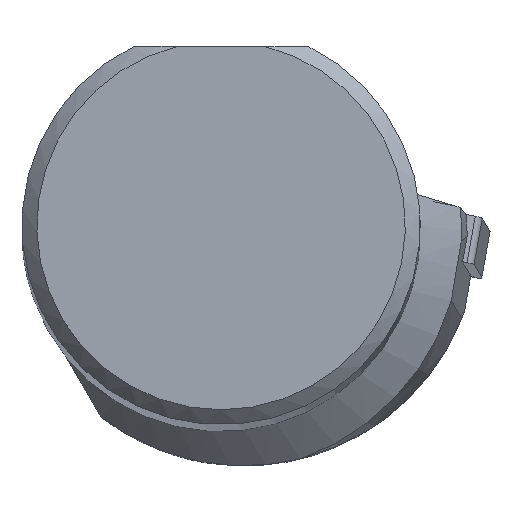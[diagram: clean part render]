
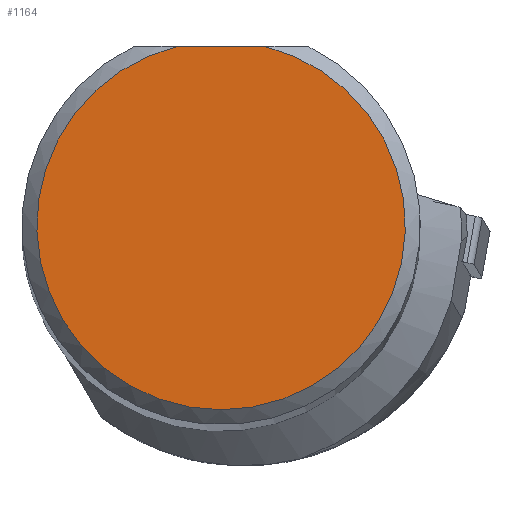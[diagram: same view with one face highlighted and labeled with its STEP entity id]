
A CAD part, top view. The second image highlights one B-rep face of the part: STEP entity #1164.
In plain terms, the highlighted planar face has unit normal (0, 0, 1).
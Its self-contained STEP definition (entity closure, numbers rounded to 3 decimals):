
#599=CARTESIAN_POINT('',(0.,0.,0.));
#600=DIRECTION('',(0.,0.,1.));
#601=DIRECTION('',(-0.231,0.973,0.));
#602=AXIS2_PLACEMENT_3D('',#599,#600,#601);
#607=CARTESIAN_POINT('',(4.272,18.,0.));
#622=CARTESIAN_POINT('',(-4.272,18.,0.));
#627=DIRECTION('',(1.,0.,0.));
#628=VECTOR('',#627,8.544);
#629=CARTESIAN_POINT('',(-4.272,18.,0.));
#630=LINE('',#629,#628);
#649=VERTEX_POINT('',#622);
#698=VERTEX_POINT('',#607);
#1155=CARTESIAN_POINT('',(0.,0.,0.));
#1156=DIRECTION('',(0.,0.,-1.));
#1157=DIRECTION('',(1.,0.,0.));
#1158=AXIS2_PLACEMENT_3D('',#1155,#1156,#1157);
#1159=PLANE('',#1158);
#1160=ORIENTED_EDGE('',*,*,#1120,.T.);
#1161=ORIENTED_EDGE('',*,*,#1140,.F.);
#1162=EDGE_LOOP('',(#1160,#1161));
#1163=FACE_OUTER_BOUND('',#1162,.F.);
#603=CIRCLE('',#602,18.5);
#1120=EDGE_CURVE('',#649,#698,#630,.T.);
#1140=EDGE_CURVE('',#649,#698,#603,.T.);
#1164=ADVANCED_FACE('',(#1163),#1159,.F.);
